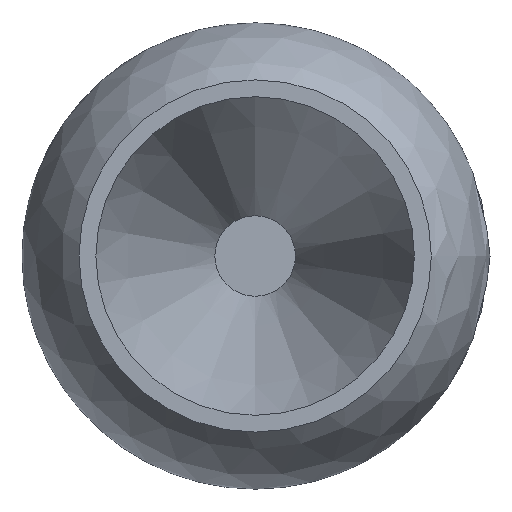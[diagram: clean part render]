
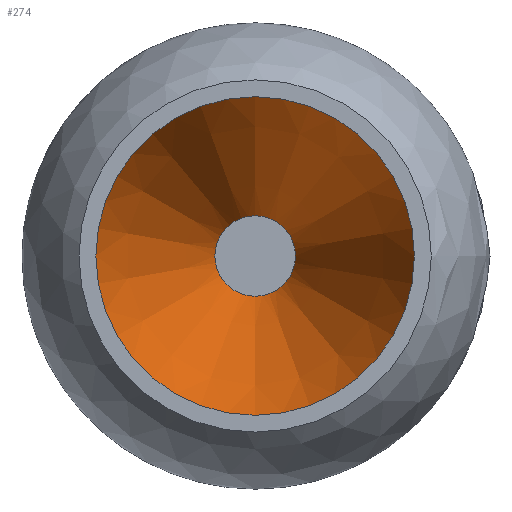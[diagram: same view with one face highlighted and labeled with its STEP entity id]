
A CAD part, front view. The second image highlights one B-rep face of the part: STEP entity #274.
In plain terms, the highlighted conical face has half-angle 21.801 degrees and reference radius 117.933 mm.
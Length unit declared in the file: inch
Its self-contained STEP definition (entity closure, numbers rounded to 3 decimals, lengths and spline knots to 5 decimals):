
#24=CONICAL_SURFACE('',#418,4.64305,21.801);
#103=EDGE_LOOP('',(#163));
#104=EDGE_LOOP('',(#164));
#163=ORIENTED_EDGE('',*,*,#194,.F.);
#164=ORIENTED_EDGE('',*,*,#192,.F.);
#192=EDGE_CURVE('',#364,#364,#222,.T.);
#194=EDGE_CURVE('',#366,#366,#224,.T.);
#222=CIRCLE('',#412,20.34593);
#224=CIRCLE('',#416,5.14593);
#274=ADVANCED_FACE('',(#333,#334),#24,.F.);
#333=FACE_BOUND('',#103,.T.);
#334=FACE_BOUND('',#104,.T.);
#364=VERTEX_POINT('',#597);
#366=VERTEX_POINT('',#603);
#412=AXIS2_PLACEMENT_3D('',#596,#509,#510);
#416=AXIS2_PLACEMENT_3D('',#602,#517,#518);
#418=AXIS2_PLACEMENT_3D('',#605,#521,#522);
#509=DIRECTION('',(0.,1.,0.));
#510=DIRECTION('',(0.,0.,-1.));
#517=DIRECTION('',(0.,-1.,0.));
#518=DIRECTION('',(0.,0.,1.));
#521=DIRECTION('',(0.,-1.,0.));
#522=DIRECTION('',(1.,0.,0.));
#596=CARTESIAN_POINT('',(0.,-70.25,0.));
#597=CARTESIAN_POINT('',(0.,-70.25,-20.34593));
#602=CARTESIAN_POINT('',(0.,-32.25,0.));
#603=CARTESIAN_POINT('',(0.,-32.25,5.14593));
#605=CARTESIAN_POINT('',(0.,-30.99278,0.));
